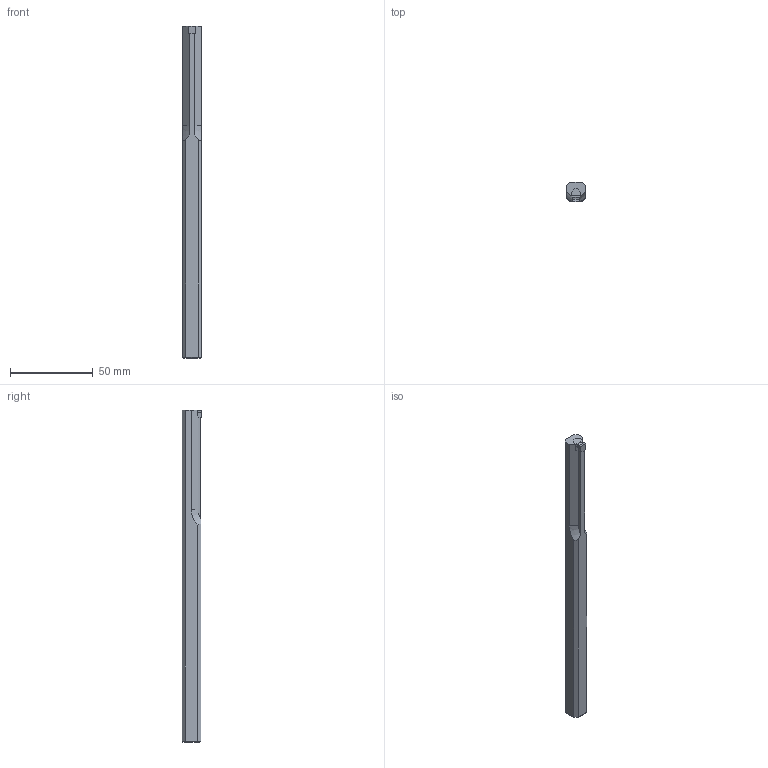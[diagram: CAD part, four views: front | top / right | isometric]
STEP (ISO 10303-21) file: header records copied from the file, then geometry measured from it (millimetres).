
FILE_DESCRIPTION(/* description */ (''),/* implementation_level */ '2;1');
FILE_NAME(/* name */ 'PHZ90_1111_06_SIM.stp',/* time_stamp */ '2019-09-27T10:19:10+02:00',/* author */ (''),/* organization */ (''),/* preprocessor_version */ 'ST-DEVELOPER v16.7',/* originating_system */ 'SIEMENS PLM Software NX 12.0',/* authorisation */ '');
FILE_SCHEMA (('AUTOMOTIVE_DESIGN { 1 0 10303 214 3 1 1 1 }'));
Length unit declared in the file: millimetre
Products named in the file (1): fo341530CCCFh6n5
Bounding box: 11.3 x 12 x 200.1 mm (x, y, z)
Volume: 22414.1 mm3; surface area: 8321.1 mm2
Topology: 2 solids, 2 shells, 43 faces, 107 edges, 68 vertices
Faces by surface type: plane 40, cone 2, cylinder 1
Entity records: 1300 total; most frequent: CARTESIAN_POINT 231, ORIENTED_EDGE 214, DIRECTION 199, EDGE_CURVE 107, LINE 95, VECTOR 95, VERTEX_POINT 68, AXIS2_PLACEMENT_3D 52
